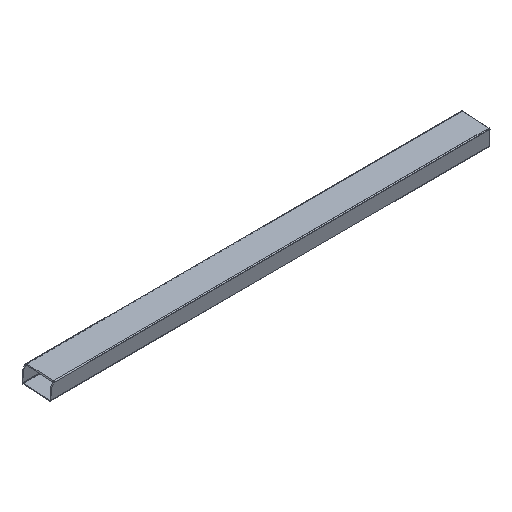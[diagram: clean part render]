
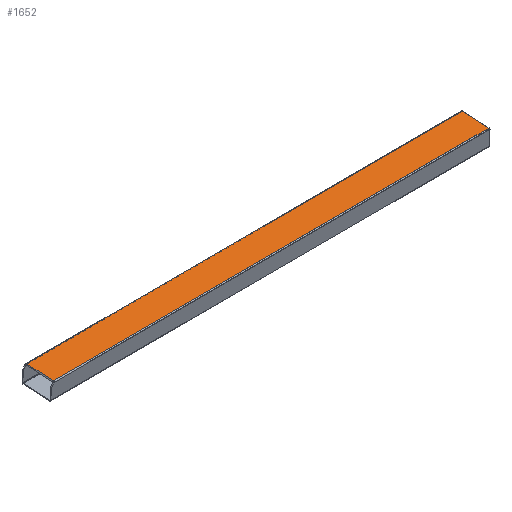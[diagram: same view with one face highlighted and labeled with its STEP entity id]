
A CAD part, isometric view. The second image highlights one B-rep face of the part: STEP entity #1652.
In plain terms, the highlighted planar face has unit normal (-0.003, -0.046, 0.999).
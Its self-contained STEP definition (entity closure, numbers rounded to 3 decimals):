
#72 = PLANE('',#73);
#73 = AXIS2_PLACEMENT_3D('',#74,#75,#76);
#74 = CARTESIAN_POINT('',(-333.891,-11.955,
    222.69));
#75 = DIRECTION('',(-0.848,-0.024,0.53));
#76 = DIRECTION('',(0.53,-0.039,0.847));
#449 = PLANE('',#450);
#450 = AXIS2_PLACEMENT_3D('',#451,#452,#453);
#451 = CARTESIAN_POINT('',(592.035,-9.019,
    150.729));
#452 = DIRECTION('',(-1.,0.001,
    -0.003));
#453 = DIRECTION('',(0.,0.999,
    0.046));
#951 = VERTEX_POINT('',#952);
#952 = CARTESIAN_POINT('',(-463.134,29.982,
    17.81));
#970 = CYLINDRICAL_SURFACE('',#971,2.5);
#971 = AXIS2_PLACEMENT_3D('',#972,#973,#974);
#972 = CARTESIAN_POINT('',(592.498,29.536,
    18.851));
#973 = DIRECTION('',(-1.,0.001,
    -0.003));
#974 = DIRECTION('',(-0.003,-0.046,
    0.999));
#1004 = EDGE_CURVE('',#951,#1005,#1007,.T.);
#1005 = VERTEX_POINT('',#1006);
#1006 = CARTESIAN_POINT('',(-463.159,-34.951,
    14.845));
#1007 = SURFACE_CURVE('',#1008,(#1012,#1019),.PCURVE_S1.);
#1008 = LINE('',#1009,#1010);
#1009 = CARTESIAN_POINT('',(-463.134,29.982,
    17.81));
#1010 = VECTOR('',#1011,1.);
#1011 = DIRECTION('',(0.,-0.999,
    -0.046));
#1012 = PCURVE('',#72,#1013);
#1013 = DEFINITIONAL_REPRESENTATION('',(#1014),#1018);
#1014 = LINE('',#1015,#1016);
#1015 = CARTESIAN_POINT('',(-243.685,32.5));
#1016 = VECTOR('',#1017,1.);
#1017 = DIRECTION('',(0.,-1.));
#1018 = ( GEOMETRIC_REPRESENTATION_CONTEXT(2) 
PARAMETRIC_REPRESENTATION_CONTEXT() REPRESENTATION_CONTEXT('2D SPACE',''
  ) );
#1019 = PCURVE('',#1020,#1025);
#1020 = PLANE('',#1021);
#1021 = AXIS2_PLACEMENT_3D('',#1022,#1023,#1024);
#1022 = CARTESIAN_POINT('',(592.465,-35.51,
    18.383));
#1023 = DIRECTION('',(-0.003,-0.046,
    0.999));
#1024 = DIRECTION('',(0.,0.999,
    0.046));
#1025 = DEFINITIONAL_REPRESENTATION('',(#1026),#1030);
#1026 = LINE('',#1027,#1028);
#1027 = CARTESIAN_POINT('',(65.,1055.63));
#1028 = VECTOR('',#1029,1.);
#1029 = DIRECTION('',(-1.,0.));
#1030 = ( GEOMETRIC_REPRESENTATION_CONTEXT(2) 
PARAMETRIC_REPRESENTATION_CONTEXT() REPRESENTATION_CONTEXT('2D SPACE',''
  ) );
#1052 = CYLINDRICAL_SURFACE('',#1053,2.5);
#1053 = AXIS2_PLACEMENT_3D('',#1054,#1055,#1056);
#1054 = CARTESIAN_POINT('',(592.473,-35.396,
    15.886));
#1055 = DIRECTION('',(-1.,0.001,
    -0.003));
#1056 = DIRECTION('',(-0.003,-0.046,
    0.999));
#1209 = VERTEX_POINT('',#1210);
#1210 = CARTESIAN_POINT('',(592.489,29.422,
    21.348));
#1418 = VERTEX_POINT('',#1419);
#1419 = CARTESIAN_POINT('',(592.465,-35.51,
    18.383));
#1463 = EDGE_CURVE('',#1209,#1418,#1464,.T.);
#1464 = SURFACE_CURVE('',#1465,(#1469,#1476),.PCURVE_S1.);
#1465 = LINE('',#1466,#1467);
#1466 = CARTESIAN_POINT('',(592.489,29.422,
    21.348));
#1467 = VECTOR('',#1468,1.);
#1468 = DIRECTION('',(0.,-0.999,
    -0.046));
#1469 = PCURVE('',#449,#1470);
#1470 = DEFINITIONAL_REPRESENTATION('',(#1471),#1475);
#1471 = LINE('',#1472,#1473);
#1472 = CARTESIAN_POINT('',(32.5,131.));
#1473 = VECTOR('',#1474,1.);
#1474 = DIRECTION('',(-1.,0.));
#1475 = ( GEOMETRIC_REPRESENTATION_CONTEXT(2) 
PARAMETRIC_REPRESENTATION_CONTEXT() REPRESENTATION_CONTEXT('2D SPACE',''
  ) );
#1476 = PCURVE('',#1020,#1477);
#1477 = DEFINITIONAL_REPRESENTATION('',(#1478),#1482);
#1478 = LINE('',#1479,#1480);
#1479 = CARTESIAN_POINT('',(65.,0.));
#1480 = VECTOR('',#1481,1.);
#1481 = DIRECTION('',(-1.,0.));
#1482 = ( GEOMETRIC_REPRESENTATION_CONTEXT(2) 
PARAMETRIC_REPRESENTATION_CONTEXT() REPRESENTATION_CONTEXT('2D SPACE',''
  ) );
#1609 = EDGE_CURVE('',#1209,#951,#1610,.T.);
#1610 = SURFACE_CURVE('',#1611,(#1615,#1644),.PCURVE_S1.);
#1611 = LINE('',#1612,#1613);
#1612 = CARTESIAN_POINT('',(592.489,29.422,
    21.348));
#1613 = VECTOR('',#1614,1.);
#1614 = DIRECTION('',(-1.,0.001,
    -0.003));
#1615 = PCURVE('',#970,#1616);
#1616 = DEFINITIONAL_REPRESENTATION('',(#1617),#1643);
#1617 = B_SPLINE_CURVE_WITH_KNOTS('',3,(#1618,#1619,#1620,#1621,#1622,
    #1623,#1624,#1625,#1626,#1627,#1628,#1629,#1630,#1631,#1632,#1633,
    #1634,#1635,#1636,#1637,#1638,#1639,#1640,#1641,#1642),
  .UNSPECIFIED.,.F.,.F.,(4,1,1,1,1,1,1,1,1,1,1,1,1,1,1,1,1,1,1,1,1,1,4),
  (0.,47.983,95.966,143.95,191.933,
    239.916,287.899,335.882,383.865,
    431.849,479.832,527.815,575.798,
    623.781,671.764,719.748,767.731,
    815.714,863.697,911.68,959.663,
    1007.647,1055.63),.QUASI_UNIFORM_KNOTS.);
#1618 = CARTESIAN_POINT('',(0.,0.));
#1619 = CARTESIAN_POINT('',(0.,15.994));
#1620 = CARTESIAN_POINT('',(0.,47.983));
#1621 = CARTESIAN_POINT('',(0.,95.966));
#1622 = CARTESIAN_POINT('',(0.,143.95));
#1623 = CARTESIAN_POINT('',(0.,191.933));
#1624 = CARTESIAN_POINT('',(0.,239.916));
#1625 = CARTESIAN_POINT('',(0.,287.899));
#1626 = CARTESIAN_POINT('',(0.,335.882));
#1627 = CARTESIAN_POINT('',(0.,383.865));
#1628 = CARTESIAN_POINT('',(0.,431.849));
#1629 = CARTESIAN_POINT('',(0.,479.832));
#1630 = CARTESIAN_POINT('',(0.,527.815));
#1631 = CARTESIAN_POINT('',(0.,575.798));
#1632 = CARTESIAN_POINT('',(0.,623.781));
#1633 = CARTESIAN_POINT('',(0.,671.764));
#1634 = CARTESIAN_POINT('',(0.,719.748));
#1635 = CARTESIAN_POINT('',(0.,767.731));
#1636 = CARTESIAN_POINT('',(0.,815.714));
#1637 = CARTESIAN_POINT('',(0.,863.697));
#1638 = CARTESIAN_POINT('',(0.,911.68));
#1639 = CARTESIAN_POINT('',(0.,959.663));
#1640 = CARTESIAN_POINT('',(0.,1007.647));
#1641 = CARTESIAN_POINT('',(0.,1039.635));
#1642 = CARTESIAN_POINT('',(0.,1055.63));
#1643 = ( GEOMETRIC_REPRESENTATION_CONTEXT(2) 
PARAMETRIC_REPRESENTATION_CONTEXT() REPRESENTATION_CONTEXT('2D SPACE',''
  ) );
#1644 = PCURVE('',#1020,#1645);
#1645 = DEFINITIONAL_REPRESENTATION('',(#1646),#1650);
#1646 = LINE('',#1647,#1648);
#1647 = CARTESIAN_POINT('',(65.,0.));
#1648 = VECTOR('',#1649,1.);
#1649 = DIRECTION('',(0.,1.));
#1650 = ( GEOMETRIC_REPRESENTATION_CONTEXT(2) 
PARAMETRIC_REPRESENTATION_CONTEXT() REPRESENTATION_CONTEXT('2D SPACE',''
  ) );
#1652 = ADVANCED_FACE('',(#1653),#1020,.T.);
#1653 = FACE_BOUND('',#1654,.F.);
#1654 = EDGE_LOOP('',(#1655,#1656,#1699,#1700));
#1655 = ORIENTED_EDGE('',*,*,#1463,.T.);
#1656 = ORIENTED_EDGE('',*,*,#1657,.F.);
#1657 = EDGE_CURVE('',#1005,#1418,#1658,.T.);
#1658 = SURFACE_CURVE('',#1659,(#1663,#1670),.PCURVE_S1.);
#1659 = LINE('',#1660,#1661);
#1660 = CARTESIAN_POINT('',(-463.159,-34.951,
    14.845));
#1661 = VECTOR('',#1662,1.);
#1662 = DIRECTION('',(1.,-0.001,
    0.003));
#1663 = PCURVE('',#1020,#1664);
#1664 = DEFINITIONAL_REPRESENTATION('',(#1665),#1669);
#1665 = LINE('',#1666,#1667);
#1666 = CARTESIAN_POINT('',(0.,1055.63));
#1667 = VECTOR('',#1668,1.);
#1668 = DIRECTION('',(0.,-1.));
#1669 = ( GEOMETRIC_REPRESENTATION_CONTEXT(2) 
PARAMETRIC_REPRESENTATION_CONTEXT() REPRESENTATION_CONTEXT('2D SPACE',''
  ) );
#1670 = PCURVE('',#1052,#1671);
#1671 = DEFINITIONAL_REPRESENTATION('',(#1672),#1698);
#1672 = B_SPLINE_CURVE_WITH_KNOTS('',3,(#1673,#1674,#1675,#1676,#1677,
    #1678,#1679,#1680,#1681,#1682,#1683,#1684,#1685,#1686,#1687,#1688,
    #1689,#1690,#1691,#1692,#1693,#1694,#1695,#1696,#1697),
  .UNSPECIFIED.,.F.,.F.,(4,1,1,1,1,1,1,1,1,1,1,1,1,1,1,1,1,1,1,1,1,1,4),
  (0.,47.983,95.966,143.95,191.933,
    239.916,287.899,335.882,383.865,
    431.849,479.832,527.815,575.798,
    623.781,671.764,719.748,767.731,
    815.714,863.697,911.68,959.663,
    1007.647,1055.63),.QUASI_UNIFORM_KNOTS.);
#1673 = CARTESIAN_POINT('',(6.283,1055.63));
#1674 = CARTESIAN_POINT('',(6.283,1039.635));
#1675 = CARTESIAN_POINT('',(6.283,1007.647));
#1676 = CARTESIAN_POINT('',(6.283,959.663));
#1677 = CARTESIAN_POINT('',(6.283,911.68));
#1678 = CARTESIAN_POINT('',(6.283,863.697));
#1679 = CARTESIAN_POINT('',(6.283,815.714));
#1680 = CARTESIAN_POINT('',(6.283,767.731));
#1681 = CARTESIAN_POINT('',(6.283,719.748));
#1682 = CARTESIAN_POINT('',(6.283,671.764));
#1683 = CARTESIAN_POINT('',(6.283,623.781));
#1684 = CARTESIAN_POINT('',(6.283,575.798));
#1685 = CARTESIAN_POINT('',(6.283,527.815));
#1686 = CARTESIAN_POINT('',(6.283,479.832));
#1687 = CARTESIAN_POINT('',(6.283,431.849));
#1688 = CARTESIAN_POINT('',(6.283,383.865));
#1689 = CARTESIAN_POINT('',(6.283,335.882));
#1690 = CARTESIAN_POINT('',(6.283,287.899));
#1691 = CARTESIAN_POINT('',(6.283,239.916));
#1692 = CARTESIAN_POINT('',(6.283,191.933));
#1693 = CARTESIAN_POINT('',(6.283,143.95));
#1694 = CARTESIAN_POINT('',(6.283,95.966));
#1695 = CARTESIAN_POINT('',(6.283,47.983));
#1696 = CARTESIAN_POINT('',(6.283,15.994));
#1697 = CARTESIAN_POINT('',(6.283,0.));
#1698 = ( GEOMETRIC_REPRESENTATION_CONTEXT(2) 
PARAMETRIC_REPRESENTATION_CONTEXT() REPRESENTATION_CONTEXT('2D SPACE',''
  ) );
#1699 = ORIENTED_EDGE('',*,*,#1004,.F.);
#1700 = ORIENTED_EDGE('',*,*,#1609,.F.);
